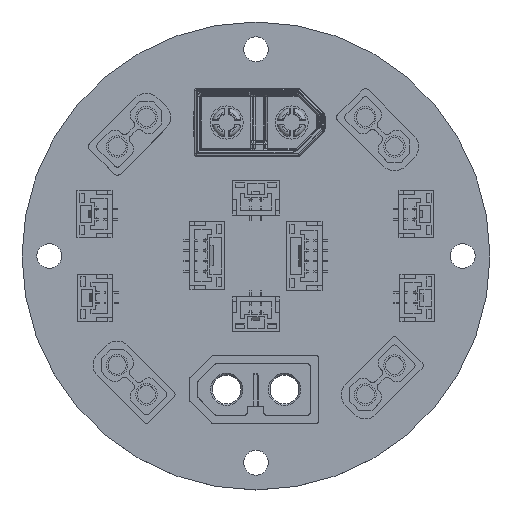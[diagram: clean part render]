
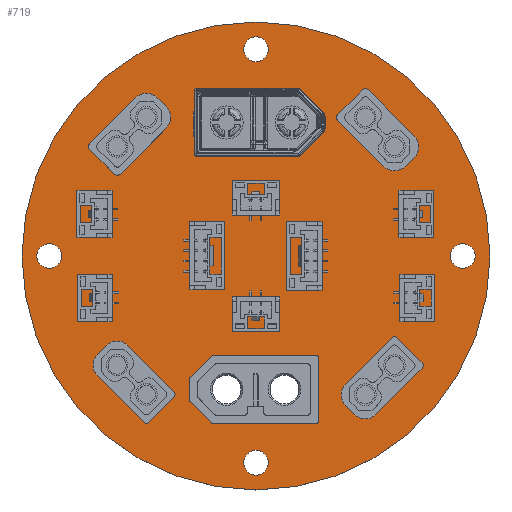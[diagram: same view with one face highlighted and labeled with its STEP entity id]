
A CAD part, top view. The second image highlights one B-rep face of the part: STEP entity #719.
In plain terms, the highlighted planar face has unit normal (0, 0, 1).
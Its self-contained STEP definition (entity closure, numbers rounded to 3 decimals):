
#108 = VERTEX_POINT('',#109);
#109 = CARTESIAN_POINT('',(53.318,25.019,1.691));
#115 = EDGE_CURVE('',#108,#108,#116,.T.);
#116 = CIRCLE('',#117,28.299);
#117 = AXIS2_PLACEMENT_3D('',#118,#119,#120);
#118 = CARTESIAN_POINT('',(25.019,25.019,1.691));
#119 = DIRECTION('',(0.,0.,1.));
#120 = DIRECTION('',(1.,0.,0.));
#141 = VERTEX_POINT('',#142);
#142 = CARTESIAN_POINT('',(9.132,11.801,1.691));
#148 = EDGE_CURVE('',#141,#141,#149,.T.);
#149 = CIRCLE('',#150,0.9);
#150 = AXIS2_PLACEMENT_3D('',#151,#152,#153);
#151 = CARTESIAN_POINT('',(8.232,11.801,1.691));
#152 = DIRECTION('',(0.,0.,1.));
#153 = DIRECTION('',(1.,0.,0.));
#174 = VERTEX_POINT('',#175);
#175 = CARTESIAN_POINT('',(1.52,25.019,1.691));
#181 = EDGE_CURVE('',#174,#174,#182,.T.);
#182 = CIRCLE('',#183,1.5);
#183 = AXIS2_PLACEMENT_3D('',#184,#185,#186);
#184 = CARTESIAN_POINT('',(0.02,25.019,1.691));
#185 = DIRECTION('',(0.,0.,1.));
#186 = DIRECTION('',(1.,0.,0.));
#207 = VERTEX_POINT('',#208);
#208 = CARTESIAN_POINT('',(12.668,8.265,1.691));
#214 = EDGE_CURVE('',#207,#207,#215,.T.);
#215 = CIRCLE('',#216,0.9);
#216 = AXIS2_PLACEMENT_3D('',#217,#218,#219);
#217 = CARTESIAN_POINT('',(11.768,8.265,1.691));
#218 = DIRECTION('',(0.,0.,1.));
#219 = DIRECTION('',(1.,0.,0.));
#240 = VERTEX_POINT('',#241);
#241 = CARTESIAN_POINT('',(23.415,8.763,1.691));
#247 = EDGE_CURVE('',#240,#240,#248,.T.);
#248 = CIRCLE('',#249,2.25);
#249 = AXIS2_PLACEMENT_3D('',#250,#251,#252);
#250 = CARTESIAN_POINT('',(21.165,8.763,1.691));
#251 = DIRECTION('',(0.,0.,1.));
#252 = DIRECTION('',(1.,0.,0.));
#273 = VERTEX_POINT('',#274);
#274 = CARTESIAN_POINT('',(9.132,38.237,1.691));
#280 = EDGE_CURVE('',#273,#273,#281,.T.);
#281 = CIRCLE('',#282,0.9);
#282 = AXIS2_PLACEMENT_3D('',#283,#284,#285);
#283 = CARTESIAN_POINT('',(8.232,38.237,1.691));
#284 = DIRECTION('',(0.,0.,1.));
#285 = DIRECTION('',(1.,0.,0.));
#306 = VERTEX_POINT('',#307);
#307 = CARTESIAN_POINT('',(12.668,41.773,1.691));
#313 = EDGE_CURVE('',#306,#306,#314,.T.);
#314 = CIRCLE('',#315,0.9);
#315 = AXIS2_PLACEMENT_3D('',#316,#317,#318);
#316 = CARTESIAN_POINT('',(11.768,41.773,1.691));
#317 = DIRECTION('',(0.,0.,1.));
#318 = DIRECTION('',(1.,0.,0.));
#339 = VERTEX_POINT('',#340);
#340 = CARTESIAN_POINT('',(23.923,41.275,1.691));
#346 = EDGE_CURVE('',#339,#339,#347,.T.);
#347 = CIRCLE('',#348,2.25);
#348 = AXIS2_PLACEMENT_3D('',#349,#350,#351);
#349 = CARTESIAN_POINT('',(21.673,41.275,1.691));
#350 = DIRECTION('',(0.,0.,1.));
#351 = DIRECTION('',(1.,0.,0.));
#372 = VERTEX_POINT('',#373);
#373 = CARTESIAN_POINT('',(26.519,50.018,1.691));
#379 = EDGE_CURVE('',#372,#372,#380,.T.);
#380 = CIRCLE('',#381,1.5);
#381 = AXIS2_PLACEMENT_3D('',#382,#383,#384);
#382 = CARTESIAN_POINT('',(25.019,50.018,1.691));
#383 = DIRECTION('',(0.,0.,1.));
#384 = DIRECTION('',(1.,0.,0.));
#405 = VERTEX_POINT('',#406);
#406 = CARTESIAN_POINT('',(26.519,0.02,1.691));
#412 = EDGE_CURVE('',#405,#405,#413,.T.);
#413 = CIRCLE('',#414,1.5);
#414 = AXIS2_PLACEMENT_3D('',#415,#416,#417);
#415 = CARTESIAN_POINT('',(25.019,0.02,1.691));
#416 = DIRECTION('',(0.,0.,1.));
#417 = DIRECTION('',(1.,0.,0.));
#438 = VERTEX_POINT('',#439);
#439 = CARTESIAN_POINT('',(30.615,8.763,1.691));
#445 = EDGE_CURVE('',#438,#438,#446,.T.);
#446 = CIRCLE('',#447,2.25);
#447 = AXIS2_PLACEMENT_3D('',#448,#449,#450);
#448 = CARTESIAN_POINT('',(28.365,8.763,1.691));
#449 = DIRECTION('',(0.,0.,1.));
#450 = DIRECTION('',(1.,0.,0.));
#471 = VERTEX_POINT('',#472);
#472 = CARTESIAN_POINT('',(39.137,8.232,1.691));
#478 = EDGE_CURVE('',#471,#471,#479,.T.);
#479 = CIRCLE('',#480,0.9);
#480 = AXIS2_PLACEMENT_3D('',#481,#482,#483);
#481 = CARTESIAN_POINT('',(38.237,8.232,1.691));
#482 = DIRECTION('',(0.,0.,1.));
#483 = DIRECTION('',(1.,0.,0.));
#504 = VERTEX_POINT('',#505);
#505 = CARTESIAN_POINT('',(42.673,11.768,1.691));
#511 = EDGE_CURVE('',#504,#504,#512,.T.);
#512 = CIRCLE('',#513,0.9);
#513 = AXIS2_PLACEMENT_3D('',#514,#515,#516);
#514 = CARTESIAN_POINT('',(41.773,11.768,1.691));
#515 = DIRECTION('',(0.,0.,1.));
#516 = DIRECTION('',(1.,0.,0.));
#537 = VERTEX_POINT('',#538);
#538 = CARTESIAN_POINT('',(39.132,41.773,1.691));
#544 = EDGE_CURVE('',#537,#537,#545,.T.);
#545 = CIRCLE('',#546,0.9);
#546 = AXIS2_PLACEMENT_3D('',#547,#548,#549);
#547 = CARTESIAN_POINT('',(38.232,41.773,1.691));
#548 = DIRECTION('',(0.,0.,1.));
#549 = DIRECTION('',(1.,0.,0.));
#570 = VERTEX_POINT('',#571);
#571 = CARTESIAN_POINT('',(31.123,41.275,1.691));
#577 = EDGE_CURVE('',#570,#570,#578,.T.);
#578 = CIRCLE('',#579,2.25);
#579 = AXIS2_PLACEMENT_3D('',#580,#581,#582);
#580 = CARTESIAN_POINT('',(28.873,41.275,1.691));
#581 = DIRECTION('',(0.,0.,1.));
#582 = DIRECTION('',(1.,0.,0.));
#603 = VERTEX_POINT('',#604);
#604 = CARTESIAN_POINT('',(51.518,25.019,1.691));
#610 = EDGE_CURVE('',#603,#603,#611,.T.);
#611 = CIRCLE('',#612,1.5);
#612 = AXIS2_PLACEMENT_3D('',#613,#614,#615);
#613 = CARTESIAN_POINT('',(50.018,25.019,1.691));
#614 = DIRECTION('',(0.,0.,1.));
#615 = DIRECTION('',(1.,0.,0.));
#636 = VERTEX_POINT('',#637);
#637 = CARTESIAN_POINT('',(42.668,38.237,1.691));
#643 = EDGE_CURVE('',#636,#636,#644,.T.);
#644 = CIRCLE('',#645,0.9);
#645 = AXIS2_PLACEMENT_3D('',#646,#647,#648);
#646 = CARTESIAN_POINT('',(41.768,38.237,1.691));
#647 = DIRECTION('',(0.,0.,1.));
#648 = DIRECTION('',(1.,0.,0.));
#719 = ADVANCED_FACE('',(#720,#723,#726,#729,#732,#735,#738,#741,#744,
    #747,#750,#753,#756,#759,#762,#765,#768),#771,.F.);
#720 = FACE_BOUND('',#721,.T.);
#721 = EDGE_LOOP('',(#722));
#722 = ORIENTED_EDGE('',*,*,#115,.T.);
#723 = FACE_BOUND('',#724,.F.);
#724 = EDGE_LOOP('',(#725));
#725 = ORIENTED_EDGE('',*,*,#148,.T.);
#726 = FACE_BOUND('',#727,.F.);
#727 = EDGE_LOOP('',(#728));
#728 = ORIENTED_EDGE('',*,*,#181,.T.);
#729 = FACE_BOUND('',#730,.F.);
#730 = EDGE_LOOP('',(#731));
#731 = ORIENTED_EDGE('',*,*,#214,.T.);
#732 = FACE_BOUND('',#733,.F.);
#733 = EDGE_LOOP('',(#734));
#734 = ORIENTED_EDGE('',*,*,#247,.T.);
#735 = FACE_BOUND('',#736,.F.);
#736 = EDGE_LOOP('',(#737));
#737 = ORIENTED_EDGE('',*,*,#280,.T.);
#738 = FACE_BOUND('',#739,.F.);
#739 = EDGE_LOOP('',(#740));
#740 = ORIENTED_EDGE('',*,*,#313,.T.);
#741 = FACE_BOUND('',#742,.F.);
#742 = EDGE_LOOP('',(#743));
#743 = ORIENTED_EDGE('',*,*,#346,.T.);
#744 = FACE_BOUND('',#745,.F.);
#745 = EDGE_LOOP('',(#746));
#746 = ORIENTED_EDGE('',*,*,#379,.T.);
#747 = FACE_BOUND('',#748,.F.);
#748 = EDGE_LOOP('',(#749));
#749 = ORIENTED_EDGE('',*,*,#412,.T.);
#750 = FACE_BOUND('',#751,.F.);
#751 = EDGE_LOOP('',(#752));
#752 = ORIENTED_EDGE('',*,*,#445,.T.);
#753 = FACE_BOUND('',#754,.F.);
#754 = EDGE_LOOP('',(#755));
#755 = ORIENTED_EDGE('',*,*,#478,.T.);
#756 = FACE_BOUND('',#757,.F.);
#757 = EDGE_LOOP('',(#758));
#758 = ORIENTED_EDGE('',*,*,#511,.T.);
#759 = FACE_BOUND('',#760,.F.);
#760 = EDGE_LOOP('',(#761));
#761 = ORIENTED_EDGE('',*,*,#544,.T.);
#762 = FACE_BOUND('',#763,.F.);
#763 = EDGE_LOOP('',(#764));
#764 = ORIENTED_EDGE('',*,*,#577,.T.);
#765 = FACE_BOUND('',#766,.F.);
#766 = EDGE_LOOP('',(#767));
#767 = ORIENTED_EDGE('',*,*,#610,.T.);
#768 = FACE_BOUND('',#769,.F.);
#769 = EDGE_LOOP('',(#770));
#770 = ORIENTED_EDGE('',*,*,#643,.T.);
#771 = PLANE('',#772);
#772 = AXIS2_PLACEMENT_3D('',#773,#774,#775);
#773 = CARTESIAN_POINT('',(53.318,25.019,1.691));
#774 = DIRECTION('',(0.,0.,-1.));
#775 = DIRECTION('',(-1.,0.,0.));
